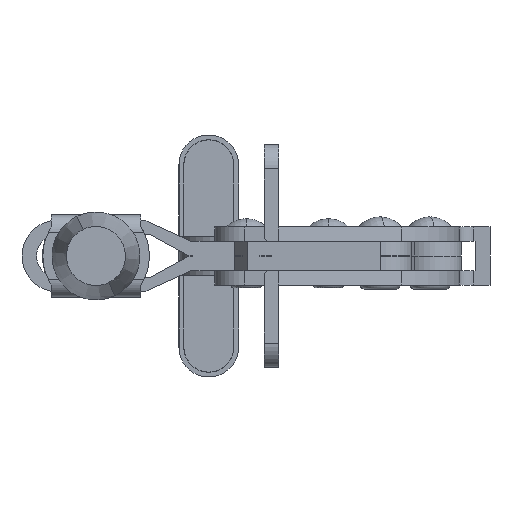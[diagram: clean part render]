
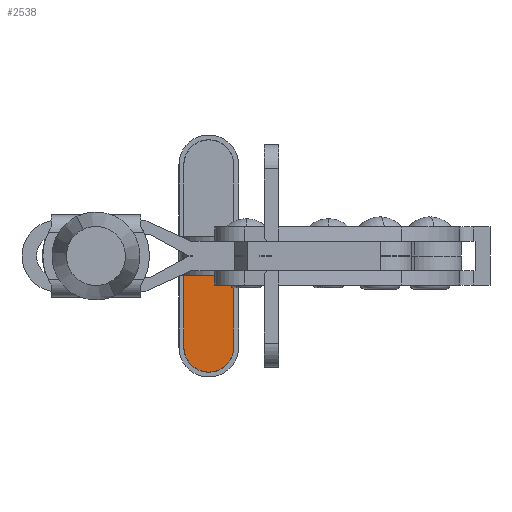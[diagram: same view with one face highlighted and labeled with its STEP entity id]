
A CAD part, front view. The second image highlights one B-rep face of the part: STEP entity #2538.
In plain terms, the highlighted planar face has unit normal (0.001, -1, 0).
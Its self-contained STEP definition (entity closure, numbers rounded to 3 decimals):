
#97 = DIRECTION ( 'NONE',  ( 0., 0., 1. ) ) ;
#1050 = PLANE ( 'NONE',  #10285 ) ;
#1105 = CARTESIAN_POINT ( 'NONE',  ( -16.66, 111.276, -27. ) ) ;
#1228 = EDGE_LOOP ( 'NONE', ( #4341, #2231, #13845, #11982 ) ) ;
#1264 = FACE_OUTER_BOUND ( 'NONE', #1228, .T. ) ;
#1376 = LINE ( 'NONE', #4852, #13249 ) ;
#2079 = EDGE_CURVE ( 'NONE', #3777, #3568, #8741, .T. ) ;
#2231 = ORIENTED_EDGE ( 'NONE', *, *, #2079, .F. ) ;
#2337 = DIRECTION ( 'NONE',  ( 0., 0., 1. ) ) ;
#2538 = ADVANCED_FACE ( 'NONE', ( #1264 ), #1050, .T. ) ;
#3568 = VERTEX_POINT ( 'NONE', #12897 ) ;
#3777 = VERTEX_POINT ( 'NONE', #5017 ) ;
#3797 = VECTOR ( 'NONE', #97, 1000. ) ;
#3985 = VERTEX_POINT ( 'NONE', #6674 ) ;
#4341 = ORIENTED_EDGE ( 'NONE', *, *, #11820, .F. ) ;
#4852 = CARTESIAN_POINT ( 'NONE',  ( -2.8, 111.282, -7. ) ) ;
#5017 = CARTESIAN_POINT ( 'NONE',  ( -16.66, 111.276, -21.85 ) ) ;
#5363 = CIRCLE ( 'NONE', #5972, 5.15 ) ;
#5850 = CARTESIAN_POINT ( 'NONE',  ( -6.36, 111.281, -27. ) ) ;
#5972 = AXIS2_PLACEMENT_3D ( 'NONE', #13635, #6569, #14845 ) ;
#6347 = EDGE_CURVE ( 'NONE', #7925, #3777, #5363, .T. ) ;
#6569 = DIRECTION ( 'NONE',  ( 0., 1., 0. ) ) ;
#6674 = CARTESIAN_POINT ( 'NONE',  ( -6.36, 111.281, -7. ) ) ;
#7043 = DIRECTION ( 'NONE',  ( 0., 0., 1. ) ) ;
#7925 = VERTEX_POINT ( 'NONE', #8160 ) ;
#8160 = CARTESIAN_POINT ( 'NONE',  ( -6.36, 111.281, -21.85 ) ) ;
#8741 = LINE ( 'NONE', #1105, #14640 ) ;
#9618 = CARTESIAN_POINT ( 'NONE',  ( -6.36, 111.281, -27. ) ) ;
#10121 = LINE ( 'NONE', #9618, #3797 ) ;
#10285 = AXIS2_PLACEMENT_3D ( 'NONE', #5850, #14114, #7043 ) ;
#11820 = EDGE_CURVE ( 'NONE', #3568, #3985, #1376, .T. ) ;
#11848 = EDGE_CURVE ( 'NONE', #7925, #3985, #10121, .T. ) ;
#11982 = ORIENTED_EDGE ( 'NONE', *, *, #11848, .T. ) ;
#12897 = CARTESIAN_POINT ( 'NONE',  ( -16.66, 111.276, -7. ) ) ;
#13249 = VECTOR ( 'NONE', #14297, 1000. ) ;
#13635 = CARTESIAN_POINT ( 'NONE',  ( -11.51, 111.278, -21.85 ) ) ;
#13845 = ORIENTED_EDGE ( 'NONE', *, *, #6347, .F. ) ;
#14114 = DIRECTION ( 'NONE',  ( 0., -1., 0. ) ) ;
#14297 = DIRECTION ( 'NONE',  ( 1., 0., 0. ) ) ;
#14640 = VECTOR ( 'NONE', #2337, 1000. ) ;
#14845 = DIRECTION ( 'NONE',  ( 0., 0., 1. ) ) ;
